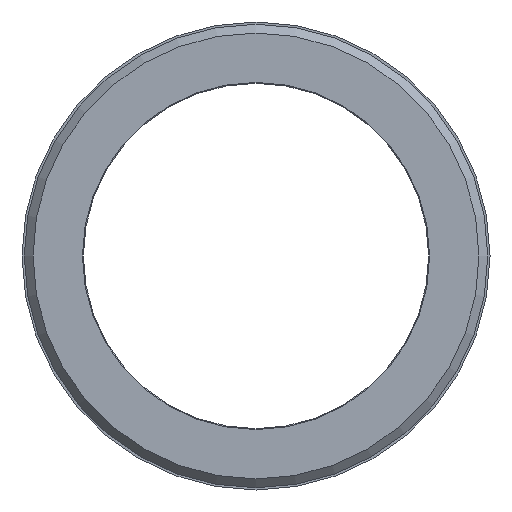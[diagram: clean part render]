
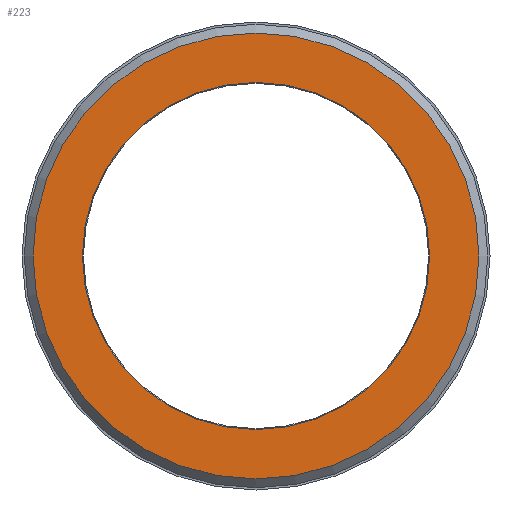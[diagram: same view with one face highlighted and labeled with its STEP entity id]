
A CAD part, front view. The second image highlights one B-rep face of the part: STEP entity #223.
In plain terms, the highlighted planar face has unit normal (0, -1, 0).
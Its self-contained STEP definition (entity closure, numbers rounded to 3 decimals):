
#19=PLANE('',#246);
#28=ORIENTED_EDGE('',*,*,#52,.T.);
#29=ORIENTED_EDGE('',*,*,#53,.T.);
#52=EDGE_CURVE('',#64,#64,#76,.F.);
#53=EDGE_CURVE('',#65,#65,#77,.T.);
#64=VERTEX_POINT('',#332);
#65=VERTEX_POINT('',#334);
#76=CIRCLE('',#247,12.721);
#77=CIRCLE('',#248,9.9);
#88=EDGE_LOOP('',(#28));
#89=EDGE_LOOP('',(#29));
#112=FACE_BOUND('',#88,.T.);
#113=FACE_BOUND('',#89,.T.);
#223=ADVANCED_FACE('',(#112,#113),#19,.F.);
#246=AXIS2_PLACEMENT_3D('',#330,#282,#283);
#247=AXIS2_PLACEMENT_3D('',#331,#284,#285);
#248=AXIS2_PLACEMENT_3D('',#333,#286,#287);
#282=DIRECTION('',(0.,1.,0.));
#283=DIRECTION('',(0.,0.,1.));
#284=DIRECTION('',(0.,1.,0.));
#285=DIRECTION('',(0.,0.,1.));
#286=DIRECTION('',(0.,1.,0.));
#287=DIRECTION('',(0.,0.,1.));
#330=CARTESIAN_POINT('',(0.,-55.,0.));
#331=CARTESIAN_POINT('',(0.,-55.,0.));
#332=CARTESIAN_POINT('',(0.,-55.,12.721));
#333=CARTESIAN_POINT('',(0.,-55.,0.));
#334=CARTESIAN_POINT('',(0.,-55.,9.9));
